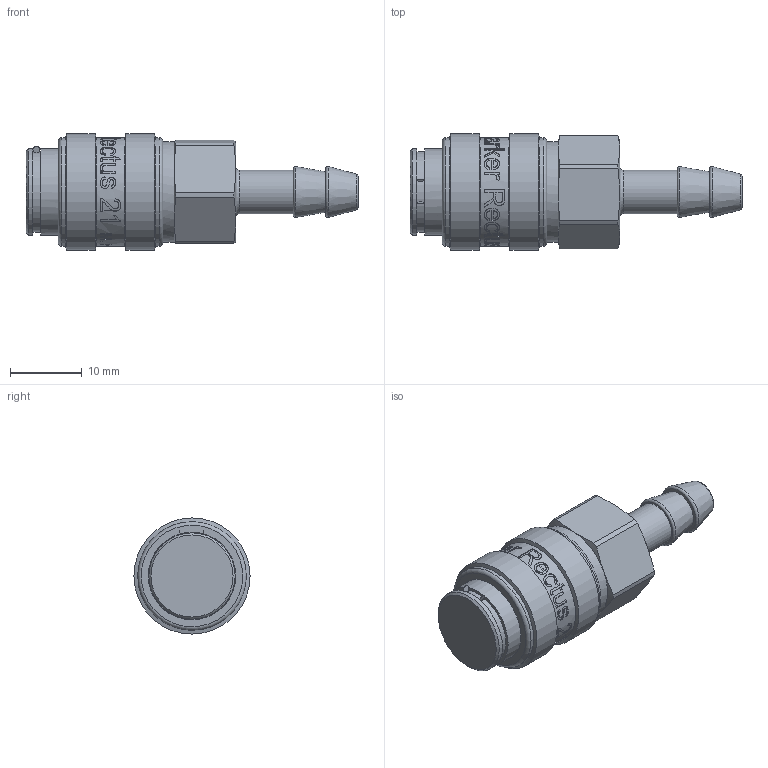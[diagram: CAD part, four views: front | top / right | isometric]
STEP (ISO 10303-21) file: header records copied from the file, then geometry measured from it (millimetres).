
FILE_DESCRIPTION((''),'2;1');
FILE_NAME('21kbtf06mpx.stp','2013-11-13T13:22:13',('IA176480'),(''),'Autodesk Inventor 2013','Autodesk Inventor 2013','');
FILE_SCHEMA(('AUTOMOTIVE_DESIGN { 1 0 10303 214 1 1 1 1 }'));
Length unit declared in the file: millimetre
Products named in the file (1): D105337
Bounding box: 46.15 x 16.15 x 16.15 mm (x, y, z)
Volume: 5184 mm3; surface area: 3545.4 mm2
Topology: 2 solids, 3 shells, 463 faces, 1207 edges, 794 vertices
Faces by surface type: bspline 214, plane 151, cylinder 62, cone 28, torus 8
Full cylindrical faces by diameter (mm): 6.05 x1, 11.149 x1, 11.15 x1, 11.4 x1, 12 x3, 12.15 x2, 14 x3, 15.1 x3, 16.15 x2
Entity records: 60981 total; most frequent: CARTESIAN_POINT 51057, ORIENTED_EDGE 2304, DIRECTION 1213, EDGE_CURVE 1152, VERTEX_POINT 782, B_SPLINE_CURVE_WITH_KNOTS 559, EDGE_LOOP 552, FACE_OUTER_BOUND 462
